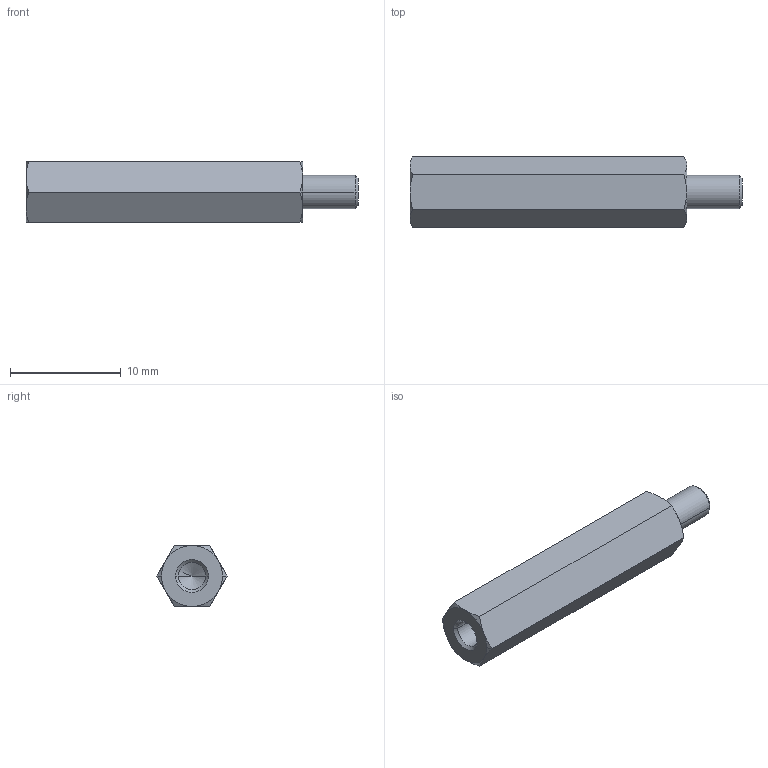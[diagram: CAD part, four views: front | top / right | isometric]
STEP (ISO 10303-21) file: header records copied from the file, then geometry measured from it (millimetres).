
FILE_DESCRIPTION(('STEP AP214'),'1');
FILE_NAME('3-25-1384848.stp','2018-10-23T13:41:23',('TraceParts'),('TraceParts S.A.'),'Spatial InterOp 3D',' ',' ');
FILE_SCHEMA(('automotive_design'));
Length unit declared in the file: millimetre
Products named in the file (1): 3-25-1384848
Bounding box: 30 x 6.35 x 5.5 mm (x, y, z)
Volume: 653.7 mm3; surface area: 630.5 mm2
Topology: 1 solids, 1 shells, 40 faces, 84 edges, 47 vertices
Faces by surface type: cone 24, plane 10, cylinder 6
Entity records: 1075 total; most frequent: CARTESIAN_POINT 266, DIRECTION 174, ORIENTED_EDGE 164, EDGE_CURVE 82, AXIS2_PLACEMENT_3D 75, VERTEX_POINT 47, EDGE_LOOP 43, ADVANCED_FACE 40
